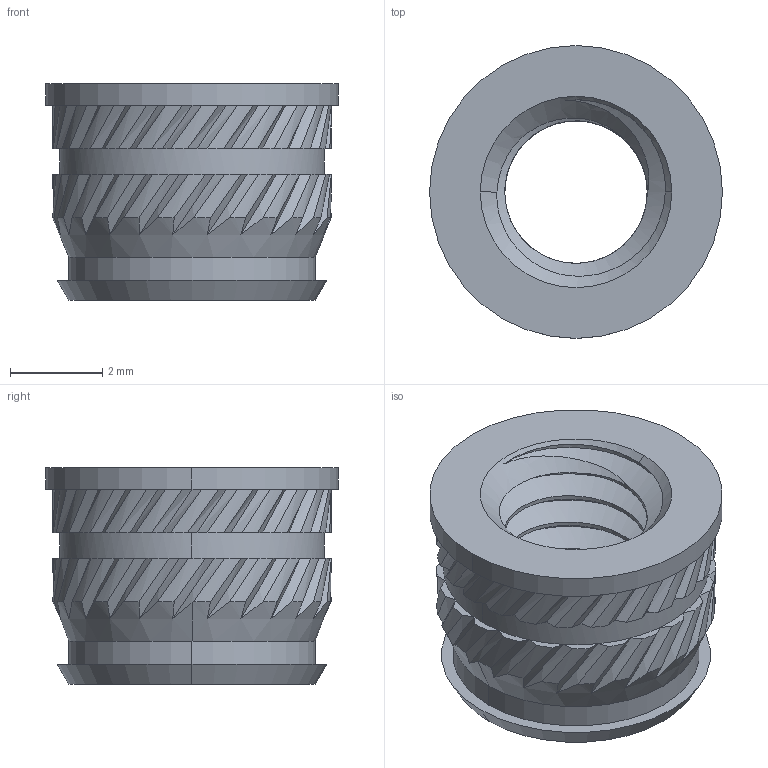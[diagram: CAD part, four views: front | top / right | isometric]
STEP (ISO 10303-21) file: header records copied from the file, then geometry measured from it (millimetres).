
FILE_DESCRIPTION (( 'STEP AP203' ), '1' );
FILE_NAME ('94180A351_Tapered Heat-Set Inserts for Plastic.STEP', '2023-02-03T19:54:41', ( 'Administrator' ), ( 'Managed by Terraform' ), 'SwSTEP 2.0', 'SolidWorks 2017', '' );
FILE_SCHEMA (( 'CONFIG_CONTROL_DESIGN' ));
Length unit declared in the file: millimetre
Products named in the file (1): 94180A351_Tapered Heat-Set Inserts for Plastic
Bounding box: 6.35 x 6.35 x 4.7 mm (x, y, z)
Volume: 77.3 mm3; surface area: 225.1 mm2
Topology: 1 solids, 1 shells, 230 faces, 580 edges, 354 vertices
Faces by surface type: bspline 99, cylinder 70, plane 52, cone 9
Entity records: 17608 total; most frequent: CARTESIAN_POINT 13340, ORIENTED_EDGE 1160, DIRECTION 628, EDGE_CURVE 580, VERTEX_POINT 354, AXIS2_PLACEMENT_3D 299, EDGE_LOOP 234, ADVANCED_FACE 230
